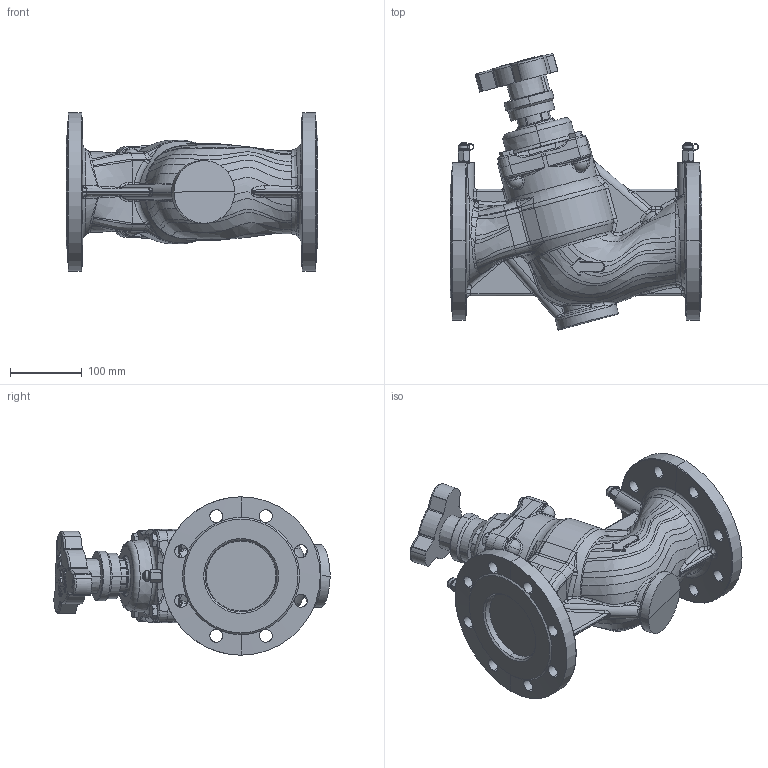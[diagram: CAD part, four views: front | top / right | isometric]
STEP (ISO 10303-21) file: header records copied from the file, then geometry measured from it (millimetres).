
FILE_DESCRIPTION(('CATIA V5 STEP Exchange','CAx-IF Rec.Pracs.--- Model Styling and Organization---1.4--- 2014-01-23','CAx-IF Rec.Pracs.---3D Tessellated Data Validation Properties---0.5---2014-09-14'),'2;1');
FILE_NAME('STEP_130102_-_TST.stp','2021-04-23T11:50:23+00:00',('none'),('none'),'CATIA Version 5-6 Release 2019 SP3','CATIA V5 STEP AP242 v1','none');
FILE_SCHEMA(('AP242_MANAGED_MODEL_BASED_3D_ENGINEERING_MIM_LF {1 0 10303 442 1 1 4}'));
Products named in the file (1): 130102
Bounding box: 350 x 383.93 x 220 mm (x, y, z)
Volume: 6985842.1 mm3; surface area: 411618.8 mm2
Topology: 1 solids, 4 shells, 1392 faces, 3765 edges, 2396 vertices
Faces by surface type: bspline 573, plane 323, cylinder 247, cone 131, torus 73, sphere 45
Entity records: 65671 total; most frequent: CARTESIAN_POINT 40386, ORIENTED_EDGE 7484, EDGE_CURVE 3742, VERTEX_POINT 2396, DIRECTION 2321, EDGE_LOOP 1466, ADVANCED_FACE 1392, FACE_OUTER_BOUND 1392
